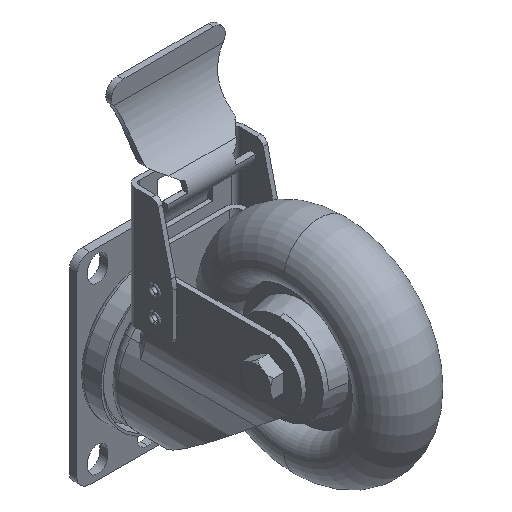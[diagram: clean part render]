
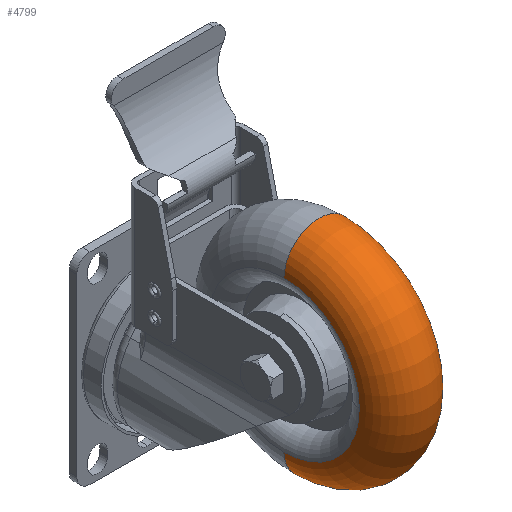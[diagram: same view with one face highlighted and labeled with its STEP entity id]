
A CAD part, isometric view. The second image highlights one B-rep face of the part: STEP entity #4799.
In plain terms, the highlighted toroidal (fillet/blend) face has major radius 34 mm and minor radius 16 mm.
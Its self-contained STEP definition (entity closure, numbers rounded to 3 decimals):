
#1273=CARTESIAN_POINT('',(15.994,0.,0.));
#1274=DIRECTION('',(-1.,0.,0.));
#1275=DIRECTION('',(0.,0.,-1.));
#1276=AXIS2_PLACEMENT_3D('',#1273,#1274,#1275);
#1278=CARTESIAN_POINT('',(-15.994,0.,0.));
#1279=DIRECTION('',(-1.,0.,0.));
#1280=DIRECTION('',(0.,0.,-1.));
#1281=AXIS2_PLACEMENT_3D('',#1278,#1279,#1280);
#1283=CARTESIAN_POINT('',(-15.994,0.,0.));
#1284=DIRECTION('',(-1.,0.,0.));
#1285=DIRECTION('',(0.,-1.,0.));
#1286=AXIS2_PLACEMENT_3D('',#1283,#1284,#1285);
#1288=CARTESIAN_POINT('',(15.994,0.,0.));
#1289=DIRECTION('',(-1.,0.,0.));
#1290=DIRECTION('',(0.,-1.,0.));
#1291=AXIS2_PLACEMENT_3D('',#1288,#1289,#1290);
#1313=CARTESIAN_POINT('',(0.,0.,34.));
#1314=DIRECTION('',(0.,-1.,0.));
#1315=DIRECTION('',(1.,0.,0.028));
#1316=AXIS2_PLACEMENT_3D('',#1313,#1314,#1315);
#1328=CARTESIAN_POINT('',(0.,0.,-34.));
#1329=DIRECTION('',(0.,1.,0.));
#1330=DIRECTION('',(1.,0.,-0.028));
#1331=AXIS2_PLACEMENT_3D('',#1328,#1329,#1330);
#2605=CARTESIAN_POINT('',(15.994,0.,-34.447));
#2606=CARTESIAN_POINT('',(15.994,-34.447,0.));
#2607=VERTEX_POINT('',#2605);
#2608=VERTEX_POINT('',#2606);
#2609=CARTESIAN_POINT('',(-15.994,0.,-34.447));
#2610=CARTESIAN_POINT('',(-15.994,-34.447,0.));
#2611=VERTEX_POINT('',#2609);
#2612=VERTEX_POINT('',#2610);
#2613=CARTESIAN_POINT('',(15.994,0.,34.447));
#2614=VERTEX_POINT('',#2613);
#2615=CARTESIAN_POINT('',(-15.994,0.,34.447));
#2616=VERTEX_POINT('',#2615);
#4781=CARTESIAN_POINT('',(0.,0.,0.));
#4782=DIRECTION('',(-1.,0.,0.));
#4783=DIRECTION('',(0.,0.,-1.));
#4784=AXIS2_PLACEMENT_3D('',#4781,#4782,#4783);
#4785=TOROIDAL_SURFACE('',#4784,34.,16.);
#4787=ORIENTED_EDGE('',*,*,#4786,.F.);
#4789=ORIENTED_EDGE('',*,*,#4788,.T.);
#4791=ORIENTED_EDGE('',*,*,#4790,.T.);
#4792=ORIENTED_EDGE('',*,*,#4769,.T.);
#4794=ORIENTED_EDGE('',*,*,#4793,.F.);
#4796=ORIENTED_EDGE('',*,*,#4795,.F.);
#4797=EDGE_LOOP('',(#4787,#4789,#4791,#4792,#4794,#4796));
#4798=FACE_OUTER_BOUND('',#4797,.F.);
#4799=ADVANCED_FACE('',(#4798),#4785,.T.);
#1277=CIRCLE('',#1276,34.447);
#1282=CIRCLE('',#1281,34.447);
#1287=CIRCLE('',#1286,34.447);
#1292=CIRCLE('',#1291,34.447);
#1317=CIRCLE('',#1316,16.);
#1332=CIRCLE('',#1331,16.);
#4769=EDGE_CURVE('',#2612,#2616,#1287,.T.);
#4786=EDGE_CURVE('',#2607,#2608,#1277,.T.);
#4788=EDGE_CURVE('',#2607,#2611,#1332,.T.);
#4790=EDGE_CURVE('',#2611,#2612,#1282,.T.);
#4793=EDGE_CURVE('',#2614,#2616,#1317,.T.);
#4795=EDGE_CURVE('',#2608,#2614,#1292,.T.);
